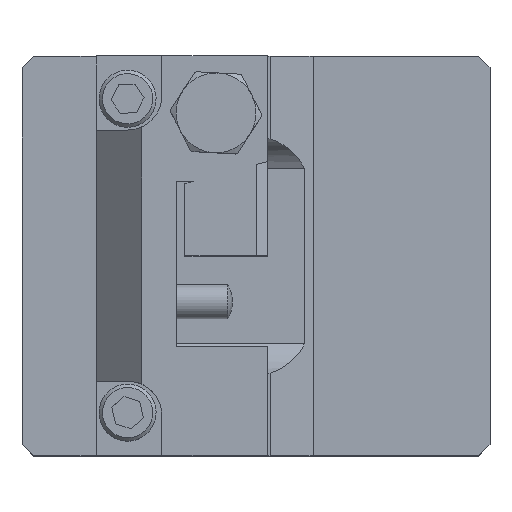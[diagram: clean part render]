
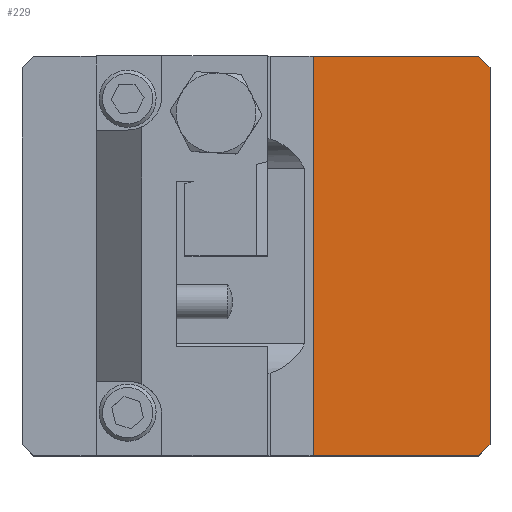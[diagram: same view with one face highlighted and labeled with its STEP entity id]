
A CAD part, top view. The second image highlights one B-rep face of the part: STEP entity #229.
In plain terms, the highlighted planar face has unit normal (0, 0, 1).
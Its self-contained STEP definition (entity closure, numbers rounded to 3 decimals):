
#229=ADVANCED_FACE('',(#400),#337,.F.);
#337=PLANE('',#1834);
#400=FACE_OUTER_BOUND('',#486,.T.);
#486=EDGE_LOOP('',(#652,#653,#654,#655,#656,#657));
#652=ORIENTED_EDGE('',*,*,#1295,.F.);
#653=ORIENTED_EDGE('',*,*,#1296,.F.);
#654=ORIENTED_EDGE('',*,*,#1297,.T.);
#655=ORIENTED_EDGE('',*,*,#1298,.T.);
#656=ORIENTED_EDGE('',*,*,#1299,.T.);
#657=ORIENTED_EDGE('',*,*,#1300,.T.);
#1126=VERTEX_POINT('',#2580);
#1127=VERTEX_POINT('',#2581);
#1128=VERTEX_POINT('',#2583);
#1129=VERTEX_POINT('',#2585);
#1130=VERTEX_POINT('',#2587);
#1131=VERTEX_POINT('',#2589);
#1295=EDGE_CURVE('',#1126,#1127,#1524,.T.);
#1296=EDGE_CURVE('',#1128,#1126,#1525,.T.);
#1297=EDGE_CURVE('',#1128,#1129,#1526,.T.);
#1298=EDGE_CURVE('',#1129,#1130,#1527,.T.);
#1299=EDGE_CURVE('',#1130,#1131,#1528,.T.);
#1300=EDGE_CURVE('',#1131,#1127,#1529,.T.);
#1524=LINE('',#2579,#1684);
#1525=LINE('',#2582,#1685);
#1526=LINE('',#2584,#1686);
#1527=LINE('',#2586,#1687);
#1528=LINE('',#2588,#1688);
#1529=LINE('',#2590,#1689);
#1684=VECTOR('',#2051,1.);
#1685=VECTOR('',#2052,1.);
#1686=VECTOR('',#2053,1.);
#1687=VECTOR('',#2054,1.);
#1688=VECTOR('',#2055,1.);
#1689=VECTOR('',#2056,1.);
#1834=AXIS2_PLACEMENT_3D('',#2591,#2057,#2058);
#2051=DIRECTION('',(1.,0.,0.));
#2052=DIRECTION('',(0.,1.,0.));
#2053=DIRECTION('',(1.,0.,0.));
#2054=DIRECTION('',(0.707,0.707,0.));
#2055=DIRECTION('',(0.,1.,0.));
#2056=DIRECTION('',(-0.707,0.707,0.));
#2057=DIRECTION('',(0.,0.,-1.));
#2058=DIRECTION('',(0.,1.,0.));
#2579=CARTESIAN_POINT('',(2.,35.,18.));
#2580=CARTESIAN_POINT('',(10.,35.,18.));
#2581=CARTESIAN_POINT('',(39.,35.,18.));
#2582=CARTESIAN_POINT('',(10.,-35.,18.));
#2583=CARTESIAN_POINT('',(10.,-35.,18.));
#2584=CARTESIAN_POINT('',(-41.,-35.,18.));
#2585=CARTESIAN_POINT('',(39.,-35.,18.));
#2586=CARTESIAN_POINT('',(41.,-33.,18.));
#2587=CARTESIAN_POINT('',(41.,-33.,18.));
#2588=CARTESIAN_POINT('',(41.,-35.,18.));
#2589=CARTESIAN_POINT('',(41.,33.,18.));
#2590=CARTESIAN_POINT('',(39.,35.,18.));
#2591=CARTESIAN_POINT('',(57.,35.,18.));
